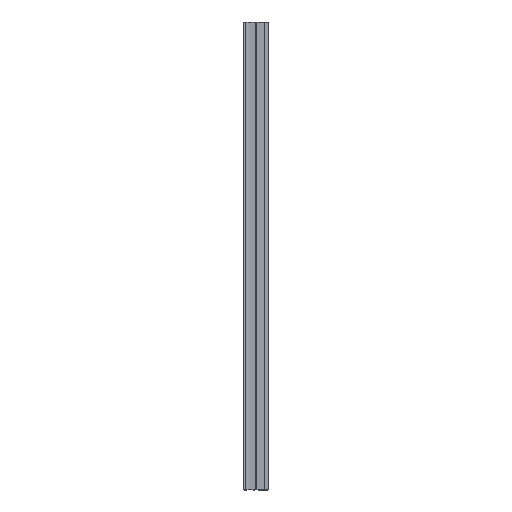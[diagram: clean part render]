
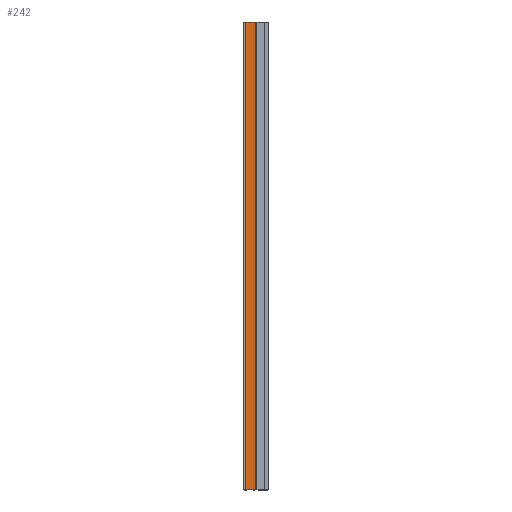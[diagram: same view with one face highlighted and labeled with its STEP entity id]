
A CAD part, front view. The second image highlights one B-rep face of the part: STEP entity #242.
In plain terms, the highlighted cylindrical face has radius 41.944 mm (diameter 83.888 mm), a partial arc.
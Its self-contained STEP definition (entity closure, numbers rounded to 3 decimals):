
#62 = AXIS2_PLACEMENT_3D ( 'NONE', #455, #761, #683 ) ;
#196 = DIRECTION ( 'NONE',  ( -1., 0., 0. ) ) ;
#210 = CARTESIAN_POINT ( 'NONE',  ( 10., -21.513, 500. ) ) ;
#220 = CARTESIAN_POINT ( 'NONE',  ( 16., 20., 500. ) ) ;
#221 = ORIENTED_EDGE ( 'NONE', *, *, #926, .F. ) ;
#227 = VERTEX_POINT ( 'NONE', #723 ) ;
#234 = CIRCLE ( 'NONE', #827, 41.944 ) ;
#242 = ADVANCED_FACE ( 'NONE', ( #267 ), #846, .F. ) ;
#246 = AXIS2_PLACEMENT_3D ( 'NONE', #279, #507, #196 ) ;
#267 = FACE_OUTER_BOUND ( 'NONE', #383, .T. ) ;
#279 = CARTESIAN_POINT ( 'NONE',  ( 10., -21.513, 500. ) ) ;
#281 = LINE ( 'NONE', #371, #856 ) ;
#319 = DIRECTION ( 'NONE',  ( 0., 0., 1. ) ) ;
#337 = CIRCLE ( 'NONE', #62, 41.944 ) ;
#371 = CARTESIAN_POINT ( 'NONE',  ( 16., 20., 500. ) ) ;
#382 = EDGE_CURVE ( 'NONE', #394, #629, #281, .T. ) ;
#383 = EDGE_LOOP ( 'NONE', ( #407, #221, #895, #740 ) ) ;
#394 = VERTEX_POINT ( 'NONE', #220 ) ;
#407 = ORIENTED_EDGE ( 'NONE', *, *, #382, .F. ) ;
#451 = LINE ( 'NONE', #471, #956 ) ;
#455 = CARTESIAN_POINT ( 'NONE',  ( 10., -21.513, 0. ) ) ;
#471 = CARTESIAN_POINT ( 'NONE',  ( 4., 20., 500. ) ) ;
#482 = CARTESIAN_POINT ( 'NONE',  ( 16., 20., 0. ) ) ;
#507 = DIRECTION ( 'NONE',  ( 0., 0., -1. ) ) ;
#516 = EDGE_CURVE ( 'NONE', #227, #600, #451, .T. ) ;
#524 = EDGE_CURVE ( 'NONE', #629, #227, #337, .T. ) ;
#593 = DIRECTION ( 'NONE',  ( 0., 0., -1. ) ) ;
#600 = VERTEX_POINT ( 'NONE', #910 ) ;
#629 = VERTEX_POINT ( 'NONE', #482 ) ;
#655 = DIRECTION ( 'NONE',  ( 0., 0., -1. ) ) ;
#683 = DIRECTION ( 'NONE',  ( -1., 0., 0. ) ) ;
#723 = CARTESIAN_POINT ( 'NONE',  ( 4., 20., 0. ) ) ;
#740 = ORIENTED_EDGE ( 'NONE', *, *, #524, .F. ) ;
#742 = DIRECTION ( 'NONE',  ( -1., 0., 0. ) ) ;
#761 = DIRECTION ( 'NONE',  ( 0., 0., 1. ) ) ;
#827 = AXIS2_PLACEMENT_3D ( 'NONE', #210, #655, #742 ) ;
#846 = CYLINDRICAL_SURFACE ( 'NONE', #246, 41.944 ) ;
#856 = VECTOR ( 'NONE', #593, 1000. ) ;
#895 = ORIENTED_EDGE ( 'NONE', *, *, #516, .F. ) ;
#910 = CARTESIAN_POINT ( 'NONE',  ( 4., 20., 500. ) ) ;
#926 = EDGE_CURVE ( 'NONE', #600, #394, #234, .T. ) ;
#956 = VECTOR ( 'NONE', #319, 1000. ) ;
